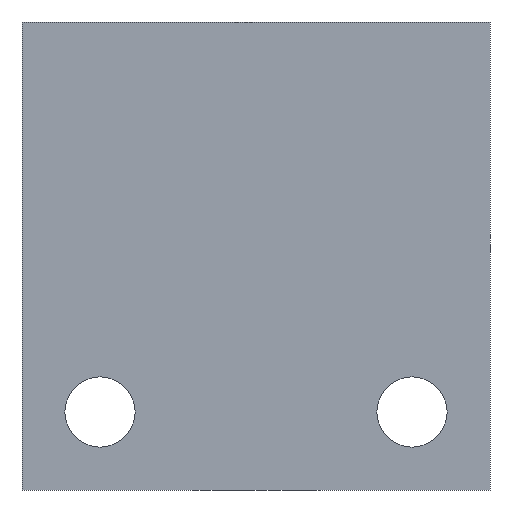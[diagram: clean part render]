
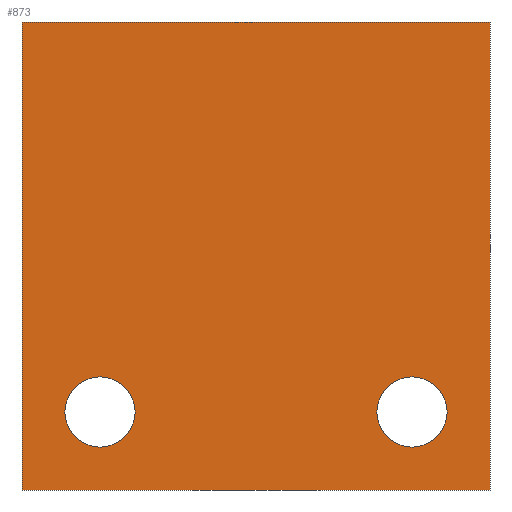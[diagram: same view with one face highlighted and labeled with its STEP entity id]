
A CAD part, front view. The second image highlights one B-rep face of the part: STEP entity #873.
In plain terms, the highlighted planar face has unit normal (0, -1, 0).
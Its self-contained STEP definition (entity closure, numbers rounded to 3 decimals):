
#37 = VERTEX_POINT ( 'NONE', #433 ) ;
#55 = VERTEX_POINT ( 'NONE', #1084 ) ;
#73 = ORIENTED_EDGE ( 'NONE', *, *, #963, .T. ) ;
#82 = CARTESIAN_POINT ( 'NONE',  ( 0., -7., 0. ) ) ;
#101 = DIRECTION ( 'NONE',  ( 0., 1., 0. ) ) ;
#135 = AXIS2_PLACEMENT_3D ( 'NONE', #526, #201, #1524 ) ;
#165 = EDGE_LOOP ( 'NONE', ( #1198, #896 ) ) ;
#201 = DIRECTION ( 'NONE',  ( 0., 1., 0. ) ) ;
#204 = LINE ( 'NONE', #1898, #1033 ) ;
#226 = EDGE_CURVE ( 'NONE', #37, #1305, #1868, .T. ) ;
#231 = CARTESIAN_POINT ( 'NONE',  ( 15., -7., -15. ) ) ;
#259 = DIRECTION ( 'NONE',  ( 0., 0., -1. ) ) ;
#313 = CARTESIAN_POINT ( 'NONE',  ( 15., -7., 15. ) ) ;
#321 = FACE_BOUND ( 'NONE', #1211, .T. ) ;
#326 = LINE ( 'NONE', #313, #766 ) ;
#334 = VECTOR ( 'NONE', #871, 1000. ) ;
#363 = CIRCLE ( 'NONE', #728, 2.25 ) ;
#365 = AXIS2_PLACEMENT_3D ( 'NONE', #82, #1241, #259 ) ;
#433 = CARTESIAN_POINT ( 'NONE',  ( -15., -7., 15. ) ) ;
#492 = CARTESIAN_POINT ( 'NONE',  ( 10., -7., -7.75 ) ) ;
#517 = DIRECTION ( 'NONE',  ( 0., 0., 1. ) ) ;
#526 = CARTESIAN_POINT ( 'NONE',  ( 10., -7., -10. ) ) ;
#546 = EDGE_CURVE ( 'NONE', #1305, #795, #326, .T. ) ;
#547 = CIRCLE ( 'NONE', #934, 2.25 ) ;
#548 = CARTESIAN_POINT ( 'NONE',  ( 15., -7., 15. ) ) ;
#576 = AXIS2_PLACEMENT_3D ( 'NONE', #1094, #101, #1259 ) ;
#586 = EDGE_CURVE ( 'NONE', #1325, #911, #547, .T. ) ;
#666 = EDGE_CURVE ( 'NONE', #1838, #37, #1463, .T. ) ;
#728 = AXIS2_PLACEMENT_3D ( 'NONE', #875, #1160, #1671 ) ;
#766 = VECTOR ( 'NONE', #1961, 1000. ) ;
#795 = VERTEX_POINT ( 'NONE', #231 ) ;
#840 = CARTESIAN_POINT ( 'NONE',  ( -10., -7., -10. ) ) ;
#864 = CARTESIAN_POINT ( 'NONE',  ( -15., -7., 15. ) ) ;
#871 = DIRECTION ( 'NONE',  ( 1., 0., 0. ) ) ;
#873 = ADVANCED_FACE ( 'NONE', ( #321, #1196, #2011 ), #1235, .T. ) ;
#875 = CARTESIAN_POINT ( 'NONE',  ( 10., -7., -10. ) ) ;
#896 = ORIENTED_EDGE ( 'NONE', *, *, #1553, .T. ) ;
#911 = VERTEX_POINT ( 'NONE', #1573 ) ;
#934 = AXIS2_PLACEMENT_3D ( 'NONE', #840, #1974, #1000 ) ;
#963 = EDGE_CURVE ( 'NONE', #911, #1325, #1859, .T. ) ;
#993 = CARTESIAN_POINT ( 'NONE',  ( -15., -7., -15. ) ) ;
#1000 = DIRECTION ( 'NONE',  ( 0., 0., 1. ) ) ;
#1033 = VECTOR ( 'NONE', #1737, 1000. ) ;
#1045 = ORIENTED_EDGE ( 'NONE', *, *, #586, .T. ) ;
#1084 = CARTESIAN_POINT ( 'NONE',  ( 10., -7., -12.25 ) ) ;
#1094 = CARTESIAN_POINT ( 'NONE',  ( -10., -7., -10. ) ) ;
#1160 = DIRECTION ( 'NONE',  ( 0., 1., 0. ) ) ;
#1164 = CARTESIAN_POINT ( 'NONE',  ( -10., -7., -12.25 ) ) ;
#1196 = FACE_BOUND ( 'NONE', #165, .T. ) ;
#1198 = ORIENTED_EDGE ( 'NONE', *, *, #1659, .T. ) ;
#1211 = EDGE_LOOP ( 'NONE', ( #73, #1045 ) ) ;
#1235 = PLANE ( 'NONE',  #365 ) ;
#1241 = DIRECTION ( 'NONE',  ( 0., -1., 0. ) ) ;
#1259 = DIRECTION ( 'NONE',  ( 0., 0., 1. ) ) ;
#1305 = VERTEX_POINT ( 'NONE', #548 ) ;
#1312 = ORIENTED_EDGE ( 'NONE', *, *, #226, .F. ) ;
#1325 = VERTEX_POINT ( 'NONE', #1164 ) ;
#1369 = CARTESIAN_POINT ( 'NONE',  ( -15., -7., 15. ) ) ;
#1463 = LINE ( 'NONE', #864, #2117 ) ;
#1507 = ORIENTED_EDGE ( 'NONE', *, *, #2095, .F. ) ;
#1524 = DIRECTION ( 'NONE',  ( 0., 0., 1. ) ) ;
#1553 = EDGE_CURVE ( 'NONE', #55, #1731, #363, .T. ) ;
#1573 = CARTESIAN_POINT ( 'NONE',  ( -10., -7., -7.75 ) ) ;
#1659 = EDGE_CURVE ( 'NONE', #1731, #55, #2131, .T. ) ;
#1671 = DIRECTION ( 'NONE',  ( 0., 0., 1. ) ) ;
#1731 = VERTEX_POINT ( 'NONE', #492 ) ;
#1737 = DIRECTION ( 'NONE',  ( -1., 0., 0. ) ) ;
#1742 = ORIENTED_EDGE ( 'NONE', *, *, #546, .F. ) ;
#1785 = EDGE_LOOP ( 'NONE', ( #1742, #1312, #1863, #1507 ) ) ;
#1838 = VERTEX_POINT ( 'NONE', #993 ) ;
#1859 = CIRCLE ( 'NONE', #576, 2.25 ) ;
#1863 = ORIENTED_EDGE ( 'NONE', *, *, #666, .F. ) ;
#1868 = LINE ( 'NONE', #1369, #334 ) ;
#1898 = CARTESIAN_POINT ( 'NONE',  ( -15., -7., -15. ) ) ;
#1961 = DIRECTION ( 'NONE',  ( 0., 0., -1. ) ) ;
#1974 = DIRECTION ( 'NONE',  ( 0., 1., 0. ) ) ;
#2011 = FACE_OUTER_BOUND ( 'NONE', #1785, .T. ) ;
#2095 = EDGE_CURVE ( 'NONE', #795, #1838, #204, .T. ) ;
#2117 = VECTOR ( 'NONE', #517, 1000. ) ;
#2131 = CIRCLE ( 'NONE', #135, 2.25 ) ;
